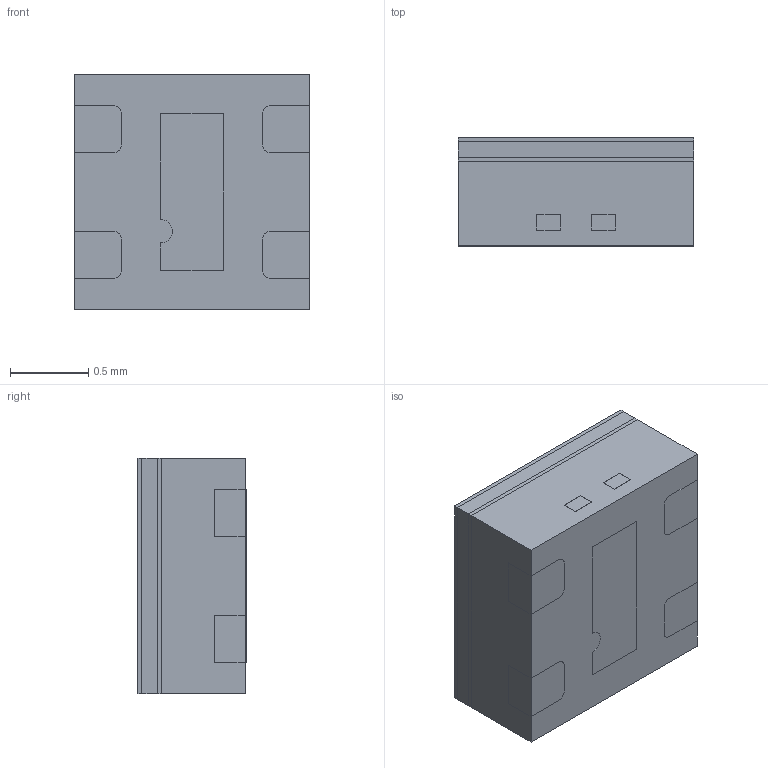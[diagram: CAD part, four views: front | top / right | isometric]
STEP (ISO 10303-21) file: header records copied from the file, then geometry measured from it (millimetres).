
FILE_DESCRIPTION (( 'STEP AP214' ), '1' );
FILE_NAME ('140733-02_Public Model SHT4x-xD1F-xx.step', '2022-12-29T11:34:35', ( '' ), ( '' ), 'SwSTEP 2.0', 'SolidWorks 2021', '' );
FILE_SCHEMA (( 'AUTOMOTIVE_DESIGN' ));
Length unit declared in the file: millimetre
Products named in the file (1): 140733-02_Public Model SHT4x-xD1F-xx
Bounding box: 1.5 x 0.69 x 1.5 mm (x, y, z)
Surface area: 24.9 mm2
Topology: 9 solids, 9 shells, 238 faces, 597 edges, 398 vertices
Faces by surface type: plane 177, bspline 48, cylinder 13
Entity records: 11917 total; most frequent: CARTESIAN_POINT 4058, ORIENTED_EDGE 1194, DIRECTION 909, EDGE_CURVE 597, LINE 475, VECTOR 475, VERTEX_POINT 398, EDGE_LOOP 261
